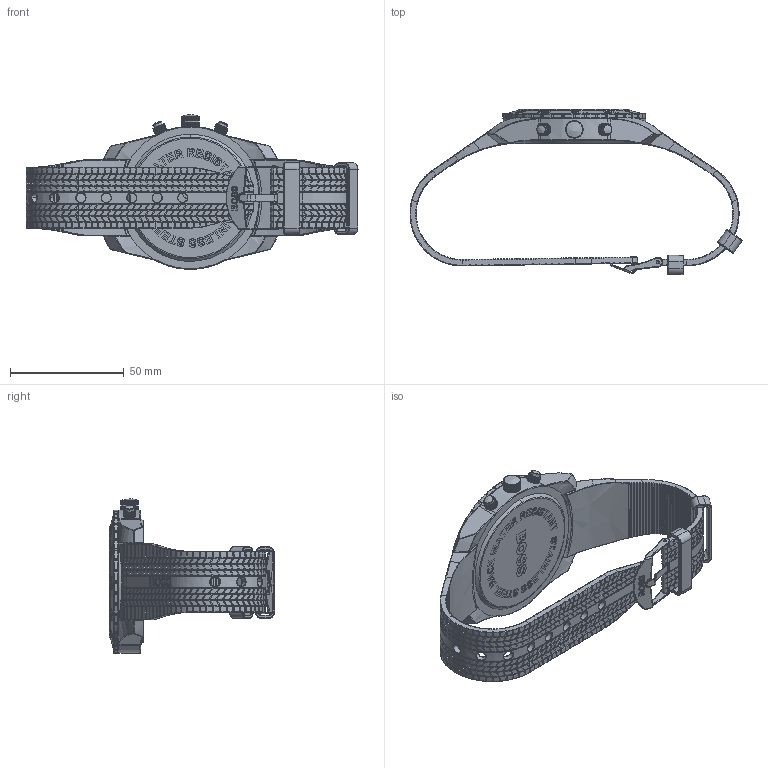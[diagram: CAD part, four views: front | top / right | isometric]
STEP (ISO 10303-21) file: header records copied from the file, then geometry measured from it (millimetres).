
FILE_DESCRIPTION(('FreeCAD Model'),'2;1');
FILE_NAME('Open CASCADE Shape Model','2025-04-27T18:41:25',('FreeCAD'),( 'FreeCAD'),'Open CASCADE STEP processor 7.6','FreeCAD','Unknown');
FILE_SCHEMA(('AUTOMOTIVE_DESIGN { 1 0 10303 214 1 1 1 1 }'));
Products named in the file (1): Open CASCADE STEP translator 7.6 1
Bounding box: 145.73 x 72.51 x 67.89 mm (x, y, z)
Volume: 67030.3 mm3; surface area: 41775.3 mm2
Topology: 13 solids, 13 shells, 7746 faces, 21485 edges, 14067 vertices
Faces by surface type: bspline 7746
Entity records: 340936 total; most frequent: CARTESIAN_POINT 217258, ORIENTED_EDGE 42732, EDGE_CURVE 21366, B_SPLINE_CURVE_WITH_KNOTS 16456, VERTEX_POINT 14067, FACE_BOUND 8213, EDGE_LOOP 8213, ADVANCED_FACE 7746
